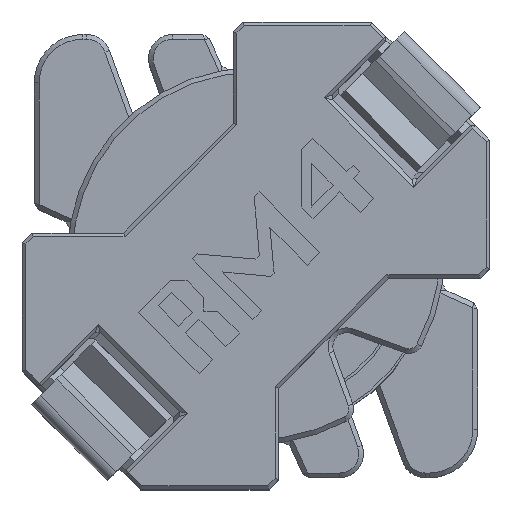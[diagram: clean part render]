
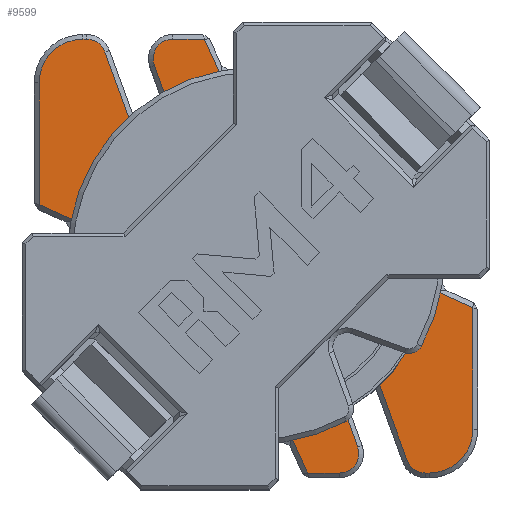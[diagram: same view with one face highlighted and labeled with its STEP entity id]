
A CAD part, top view. The second image highlights one B-rep face of the part: STEP entity #9599.
In plain terms, the highlighted planar face has unit normal (0, 0, 1).
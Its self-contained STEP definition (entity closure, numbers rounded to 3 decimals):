
#127=CIRCLE('',#10078,0.408);
#129=CIRCLE('',#10082,0.439);
#131=CIRCLE('',#10086,0.408);
#133=CIRCLE('',#10090,0.916);
#138=CIRCLE('',#10117,3.85);
#147=CIRCLE('',#10141,0.408);
#149=CIRCLE('',#10145,0.439);
#151=CIRCLE('',#10149,0.408);
#153=CIRCLE('',#10153,0.916);
#158=CIRCLE('',#10166,3.85);
#159=CIRCLE('',#10189,2.2);
#206=FACE_BOUND('',#1671,.T.);
#605=PLANE('',#10188);
#1114=FACE_OUTER_BOUND('',#1670,.T.);
#1670=EDGE_LOOP('',(#8339,#8340,#8341,#8342,#8343,#8344,#8345,#8346,#8347,
#8348,#8349,#8350,#8351,#8352,#8353,#8354,#8355,#8356,#8357,#8358,#8359,
#8360,#8361,#8362));
#1671=EDGE_LOOP('',(#8363));
#2601=LINE('',#15303,#3737);
#2639=LINE('',#15397,#3775);
#2643=LINE('',#15409,#3779);
#2647=LINE('',#15421,#3783);
#2651=LINE('',#15433,#3787);
#2655=LINE('',#15443,#3791);
#2700=LINE('',#15607,#3836);
#2702=LINE('',#15613,#3838);
#2729=LINE('',#15679,#3865);
#2733=LINE('',#15691,#3869);
#2737=LINE('',#15703,#3873);
#2741=LINE('',#15715,#3877);
#2745=LINE('',#15725,#3881);
#2752=LINE('',#15739,#3888);
#3737=VECTOR('',#11910,0.843);
#3775=VECTOR('',#11996,0.668);
#3779=VECTOR('',#12008,1.477);
#3783=VECTOR('',#12020,2.093);
#3787=VECTOR('',#12032,0.082);
#3791=VECTOR('',#12044,2.552);
#3836=VECTOR('',#12133,0.843);
#3838=VECTOR('',#12143,0.843);
#3865=VECTOR('',#12212,0.668);
#3869=VECTOR('',#12224,1.477);
#3873=VECTOR('',#12236,2.093);
#3877=VECTOR('',#12248,0.082);
#3881=VECTOR('',#12260,2.552);
#3888=VECTOR('',#12281,0.843);
#4604=VERTEX_POINT('',#15141);
#4613=VERTEX_POINT('',#15162);
#4618=VERTEX_POINT('',#15213);
#4632=VERTEX_POINT('',#15294);
#4635=VERTEX_POINT('',#15307);
#4662=VERTEX_POINT('',#15385);
#4665=VERTEX_POINT('',#15395);
#4667=VERTEX_POINT('',#15401);
#4669=VERTEX_POINT('',#15407);
#4671=VERTEX_POINT('',#15413);
#4673=VERTEX_POINT('',#15419);
#4675=VERTEX_POINT('',#15425);
#4677=VERTEX_POINT('',#15431);
#4679=VERTEX_POINT('',#15437);
#4685=VERTEX_POINT('',#15455);
#4700=VERTEX_POINT('',#15500);
#4722=VERTEX_POINT('',#15677);
#4724=VERTEX_POINT('',#15683);
#4726=VERTEX_POINT('',#15689);
#4728=VERTEX_POINT('',#15695);
#4730=VERTEX_POINT('',#15701);
#4732=VERTEX_POINT('',#15707);
#4734=VERTEX_POINT('',#15713);
#4736=VERTEX_POINT('',#15719);
#4761=VERTEX_POINT('',#15829);
#5748=EDGE_CURVE('',#4613,#4632,#2601,.T.);
#5794=EDGE_CURVE('',#4665,#4662,#2639,.T.);
#5797=EDGE_CURVE('',#4667,#4665,#127,.T.);
#5800=EDGE_CURVE('',#4669,#4667,#2643,.T.);
#5803=EDGE_CURVE('',#4671,#4669,#129,.T.);
#5806=EDGE_CURVE('',#4673,#4671,#2647,.T.);
#5809=EDGE_CURVE('',#4675,#4673,#131,.T.);
#5812=EDGE_CURVE('',#4677,#4675,#2651,.T.);
#5815=EDGE_CURVE('',#4679,#4677,#133,.T.);
#5818=EDGE_CURVE('',#4632,#4679,#2655,.T.);
#5867=EDGE_CURVE('',#4662,#4700,#2700,.T.);
#5870=EDGE_CURVE('',#4700,#4685,#138,.T.);
#5871=EDGE_CURVE('',#4685,#4635,#2702,.T.);
#5906=EDGE_CURVE('',#4722,#4618,#2729,.T.);
#5909=EDGE_CURVE('',#4724,#4722,#147,.T.);
#5912=EDGE_CURVE('',#4726,#4724,#2733,.T.);
#5915=EDGE_CURVE('',#4728,#4726,#149,.T.);
#5918=EDGE_CURVE('',#4730,#4728,#2737,.T.);
#5921=EDGE_CURVE('',#4732,#4730,#151,.T.);
#5924=EDGE_CURVE('',#4734,#4732,#2741,.T.);
#5927=EDGE_CURVE('',#4736,#4734,#153,.T.);
#5930=EDGE_CURVE('',#4635,#4736,#2745,.T.);
#5939=EDGE_CURVE('',#4618,#4604,#2752,.T.);
#5944=EDGE_CURVE('',#4604,#4613,#158,.T.);
#5981=EDGE_CURVE('',#4761,#4761,#159,.T.);
#8339=ORIENTED_EDGE('',*,*,#5906,.F.);
#8340=ORIENTED_EDGE('',*,*,#5909,.F.);
#8341=ORIENTED_EDGE('',*,*,#5912,.F.);
#8342=ORIENTED_EDGE('',*,*,#5915,.F.);
#8343=ORIENTED_EDGE('',*,*,#5918,.F.);
#8344=ORIENTED_EDGE('',*,*,#5921,.F.);
#8345=ORIENTED_EDGE('',*,*,#5924,.F.);
#8346=ORIENTED_EDGE('',*,*,#5927,.F.);
#8347=ORIENTED_EDGE('',*,*,#5930,.F.);
#8348=ORIENTED_EDGE('',*,*,#5871,.F.);
#8349=ORIENTED_EDGE('',*,*,#5870,.F.);
#8350=ORIENTED_EDGE('',*,*,#5867,.F.);
#8351=ORIENTED_EDGE('',*,*,#5794,.F.);
#8352=ORIENTED_EDGE('',*,*,#5797,.F.);
#8353=ORIENTED_EDGE('',*,*,#5800,.F.);
#8354=ORIENTED_EDGE('',*,*,#5803,.F.);
#8355=ORIENTED_EDGE('',*,*,#5806,.F.);
#8356=ORIENTED_EDGE('',*,*,#5809,.F.);
#8357=ORIENTED_EDGE('',*,*,#5812,.F.);
#8358=ORIENTED_EDGE('',*,*,#5815,.F.);
#8359=ORIENTED_EDGE('',*,*,#5818,.F.);
#8360=ORIENTED_EDGE('',*,*,#5748,.F.);
#8361=ORIENTED_EDGE('',*,*,#5944,.F.);
#8362=ORIENTED_EDGE('',*,*,#5939,.F.);
#8363=ORIENTED_EDGE('',*,*,#5981,.T.);
#9599=ADVANCED_FACE('',(#1114,#206),#605,.T.);
#10078=AXIS2_PLACEMENT_3D('',#15403,#12001,#12002);
#10082=AXIS2_PLACEMENT_3D('',#15415,#12013,#12014);
#10086=AXIS2_PLACEMENT_3D('',#15427,#12025,#12026);
#10090=AXIS2_PLACEMENT_3D('',#15439,#12037,#12038);
#10117=AXIS2_PLACEMENT_3D('',#15611,#12139,#12140);
#10141=AXIS2_PLACEMENT_3D('',#15685,#12217,#12218);
#10145=AXIS2_PLACEMENT_3D('',#15697,#12229,#12230);
#10149=AXIS2_PLACEMENT_3D('',#15709,#12241,#12242);
#10153=AXIS2_PLACEMENT_3D('',#15721,#12253,#12254);
#10166=AXIS2_PLACEMENT_3D('',#15746,#12291,#12292);
#10188=AXIS2_PLACEMENT_3D('',#15828,#12371,#12372);
#10189=AXIS2_PLACEMENT_3D('',#15830,#12373,#12374);
#11910=DIRECTION('',(0.912,-0.411,0.));
#11996=DIRECTION('',(-1.,0.,0.));
#12001=DIRECTION('center_axis',(0.,0.,-1.));
#12002=DIRECTION('ref_axis',(0.,-1.,0.));
#12008=DIRECTION('',(0.342,-0.94,0.));
#12013=DIRECTION('center_axis',(0.,0.,1.));
#12014=DIRECTION('ref_axis',(-0.94,-0.342,0.));
#12020=DIRECTION('',(-0.342,0.94,0.));
#12025=DIRECTION('center_axis',(0.,0.,-1.));
#12026=DIRECTION('ref_axis',(-0.94,-0.342,0.));
#12032=DIRECTION('',(-1.,0.,0.));
#12037=DIRECTION('center_axis',(0.,0.,-1.));
#12038=DIRECTION('ref_axis',(0.,-1.,0.));
#12044=DIRECTION('',(0.,-1.,0.));
#12133=DIRECTION('',(-0.411,0.912,0.));
#12139=DIRECTION('center_axis',(0.,0.,-1.));
#12140=DIRECTION('ref_axis',(-0.985,0.171,0.));
#12143=DIRECTION('',(-0.912,0.411,0.));
#12212=DIRECTION('',(1.,0.,0.));
#12217=DIRECTION('center_axis',(0.,0.,-1.));
#12218=DIRECTION('ref_axis',(0.,1.,0.));
#12224=DIRECTION('',(-0.342,0.94,0.));
#12229=DIRECTION('center_axis',(0.,0.,1.));
#12230=DIRECTION('ref_axis',(0.94,0.342,0.));
#12236=DIRECTION('',(0.342,-0.94,0.));
#12241=DIRECTION('center_axis',(0.,0.,-1.));
#12242=DIRECTION('ref_axis',(0.94,0.342,0.));
#12248=DIRECTION('',(1.,0.,0.));
#12253=DIRECTION('center_axis',(0.,0.,-1.));
#12254=DIRECTION('ref_axis',(0.,1.,0.));
#12260=DIRECTION('',(0.,1.,0.));
#12281=DIRECTION('',(0.411,-0.912,0.));
#12291=DIRECTION('center_axis',(0.,0.,-1.));
#12292=DIRECTION('ref_axis',(0.985,-0.171,0.));
#12371=DIRECTION('center_axis',(0.,0.,1.));
#12372=DIRECTION('ref_axis',(1.,0.,0.));
#12373=DIRECTION('center_axis',(0.,0.,-1.));
#12374=DIRECTION('ref_axis',(1.,0.,0.));
#15141=CARTESIAN_POINT('',(-0.734,3.779,2.475));
#15162=CARTESIAN_POINT('',(3.779,-0.734,2.475));
#15213=CARTESIAN_POINT('',(-1.081,4.548,2.475));
#15294=CARTESIAN_POINT('',(4.548,-1.081,2.475));
#15303=CARTESIAN_POINT('',(0.842,0.591,2.475));
#15307=CARTESIAN_POINT('',(-4.548,1.081,2.475));
#15385=CARTESIAN_POINT('',(1.081,-4.548,2.475));
#15395=CARTESIAN_POINT('',(1.749,-4.548,2.475));
#15397=CARTESIAN_POINT('',(-0.836,-4.548,2.475));
#15401=CARTESIAN_POINT('',(2.132,-4.001,2.475));
#15403=CARTESIAN_POINT('Origin',(1.749,-4.14,2.475));
#15407=CARTESIAN_POINT('',(1.627,-2.613,2.475));
#15409=CARTESIAN_POINT('',(0.756,-0.219,2.475));
#15413=CARTESIAN_POINT('',(2.451,-2.313,2.475));
#15415=CARTESIAN_POINT('Origin',(2.039,-2.463,2.475));
#15419=CARTESIAN_POINT('',(3.167,-4.28,2.475));
#15421=CARTESIAN_POINT('',(1.327,0.775,2.475));
#15425=CARTESIAN_POINT('',(3.551,-4.548,2.475));
#15427=CARTESIAN_POINT('Origin',(3.551,-4.14,2.475));
#15431=CARTESIAN_POINT('',(3.632,-4.548,2.475));
#15433=CARTESIAN_POINT('',(0.431,-4.548,2.475));
#15437=CARTESIAN_POINT('',(4.548,-3.632,2.475));
#15439=CARTESIAN_POINT('Origin',(3.632,-3.632,2.475));
#15443=CARTESIAN_POINT('',(4.548,-0.411,2.475));
#15455=CARTESIAN_POINT('',(-3.779,0.734,2.475));
#15500=CARTESIAN_POINT('',(0.734,-3.779,2.475));
#15607=CARTESIAN_POINT('',(-0.774,-0.436,2.475));
#15611=CARTESIAN_POINT('Origin',(0.,0.,2.475));
#15613=CARTESIAN_POINT('',(-4.129,0.891,2.475));
#15677=CARTESIAN_POINT('',(-1.749,4.548,2.475));
#15679=CARTESIAN_POINT('',(-1.852,4.548,2.475));
#15683=CARTESIAN_POINT('',(-2.132,4.001,2.475));
#15685=CARTESIAN_POINT('Origin',(-1.749,4.14,2.475));
#15689=CARTESIAN_POINT('',(-1.627,2.613,2.475));
#15691=CARTESIAN_POINT('',(-1.973,3.565,2.475));
#15695=CARTESIAN_POINT('',(-2.451,2.313,2.475));
#15697=CARTESIAN_POINT('Origin',(-2.039,2.463,2.475));
#15701=CARTESIAN_POINT('',(-3.167,4.28,2.475));
#15703=CARTESIAN_POINT('',(-2.545,2.571,2.475));
#15707=CARTESIAN_POINT('',(-3.551,4.548,2.475));
#15709=CARTESIAN_POINT('Origin',(-3.551,4.14,2.475));
#15713=CARTESIAN_POINT('',(-3.632,4.548,2.475));
#15715=CARTESIAN_POINT('',(-3.119,4.548,2.475));
#15719=CARTESIAN_POINT('',(-4.548,3.632,2.475));
#15721=CARTESIAN_POINT('Origin',(-3.632,3.632,2.475));
#15725=CARTESIAN_POINT('',(-4.548,3.222,2.475));
#15739=CARTESIAN_POINT('',(-0.734,3.779,2.475));
#15746=CARTESIAN_POINT('Origin',(0.,0.,2.475));
#15828=CARTESIAN_POINT('Origin',(-2.688,2.811,2.475));
#15829=CARTESIAN_POINT('',(-2.2,0.,2.475));
#15830=CARTESIAN_POINT('Origin',(0.,0.,2.475));
